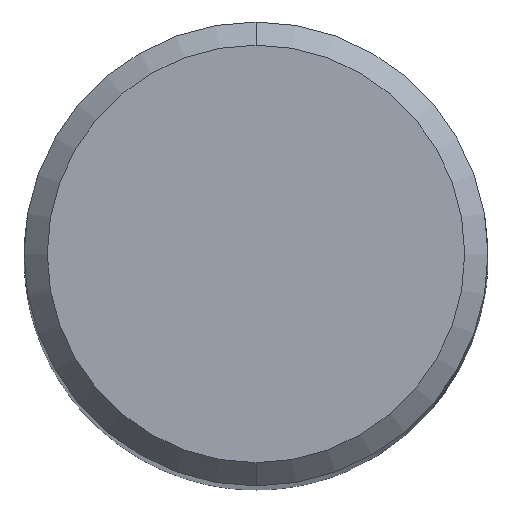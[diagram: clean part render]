
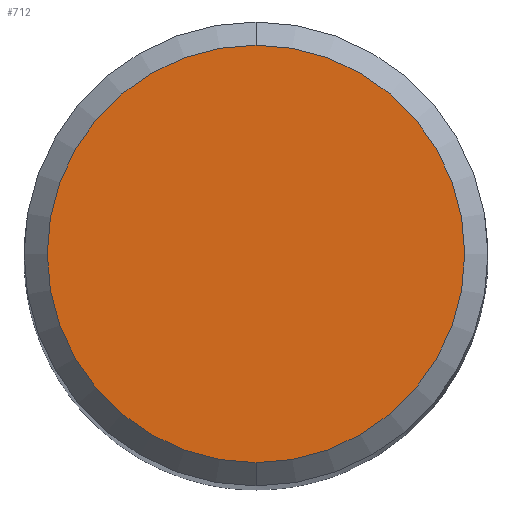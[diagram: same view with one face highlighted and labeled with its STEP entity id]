
A CAD part, top view. The second image highlights one B-rep face of the part: STEP entity #712.
In plain terms, the highlighted planar face has unit normal (0, 0, 1).
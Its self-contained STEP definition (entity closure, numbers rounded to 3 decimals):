
#444=VERTEX_POINT('',#1182);
#530=EDGE_CURVE('',#444,#670,#1273,.T.);
#670=VERTEX_POINT('',#1429);
#712=ADVANCED_FACE('',(#1476),#1477,.T.);
#1082=EDGE_CURVE('',#670,#444,#1881,.T.);
#1182=CARTESIAN_POINT('',(0.,-3.6,0.0));
#1273=CIRCLE('',#2540,3.6);
#1429=CARTESIAN_POINT('',(0.0,3.6,0.0));
#1476=FACE_OUTER_BOUND('',#3541,.T.);
#1477=PLANE('',#3542);
#1881=CIRCLE('',#5235,3.6);
#2540=AXIS2_PLACEMENT_3D('',#5503,#5504,#5505);
#3541=EDGE_LOOP('',(#5772,#5773));
#3542=AXIS2_PLACEMENT_3D('',#5774,#5775,#5776);
#5235=AXIS2_PLACEMENT_3D('',#6231,#6232,#6233);
#5503=CARTESIAN_POINT('',(0.0,0.0,0.0));
#5504=DIRECTION('',(0.0,0.0,-1.0));
#5505=DIRECTION('',(0.0,1.0,0.0));
#5772=ORIENTED_EDGE('',*,*,#1082,.F.);
#5773=ORIENTED_EDGE('',*,*,#530,.F.);
#5774=CARTESIAN_POINT('',(0.0,1.8,0.0));
#5775=DIRECTION('',(-0.0,0.0,1.0));
#5776=DIRECTION('',(0.0,-1.0,0.0));
#6231=CARTESIAN_POINT('',(0.0,0.0,0.0));
#6232=DIRECTION('',(0.0,0.0,-1.0));
#6233=DIRECTION('',(0.0,1.0,0.0));
